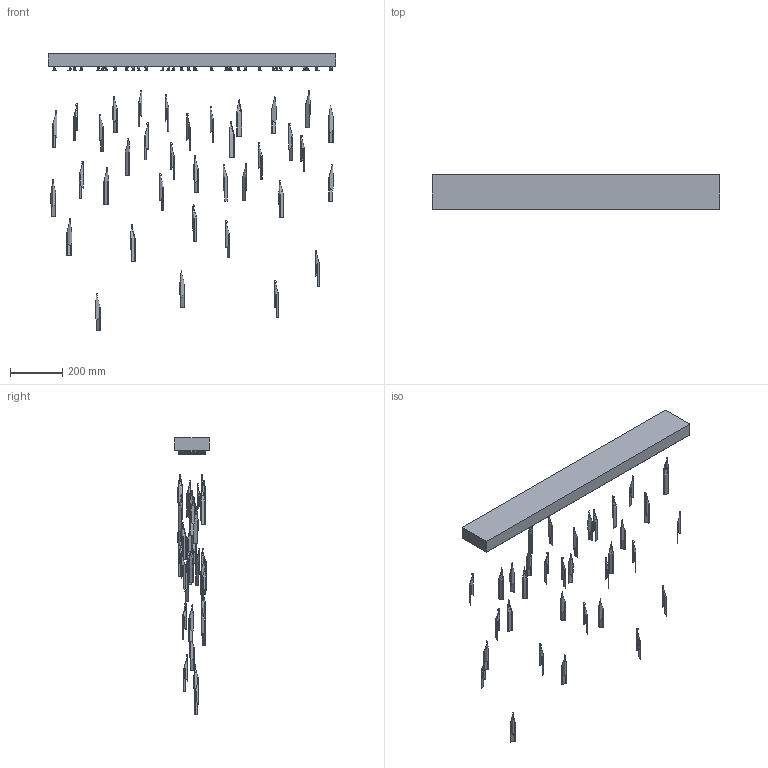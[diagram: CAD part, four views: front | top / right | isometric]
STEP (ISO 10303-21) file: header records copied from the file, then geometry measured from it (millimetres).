
FILE_DESCRIPTION(/* description */ (''),/* implementation_level */ '2;1');
FILE_NAME(/* name */ 'Loci_Rain36_Reed_3D_mm',/* time_stamp */ '2025-10-08T13:59:09-07:00',/* author */ (''),/* organization */ (''),/* preprocessor_version */ 'ST-DEVELOPER v16.5',/* originating_system */ '',/* authorisation */ '');
FILE_SCHEMA (('AUTOMOTIVE_DESIGN'));
Products named in the file (1): Document
Bounding box: 1098.55 x 133.35 x 1055.58 mm (x, y, z)
Volume: 8091807.1 mm3; surface area: 1059927.9 mm2
Topology: 109 solids, 109 shells, 1926 faces, 4752 edges, 3044 vertices
Faces by surface type: bspline 1380, plane 546
Entity records: 94625 total; most frequent: CARTESIAN_POINT 66393, ORIENTED_EDGE 9432, EDGE_CURVE 4716, VERTEX_POINT 3044, EDGE_LOOP 2034, ADVANCED_FACE 1926, FACE_OUTER_BOUND 1926, B_SPLINE_CURVE_WITH_KNOTS 1784
